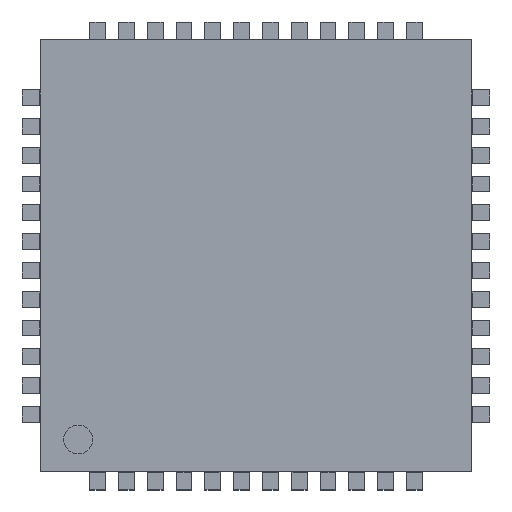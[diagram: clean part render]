
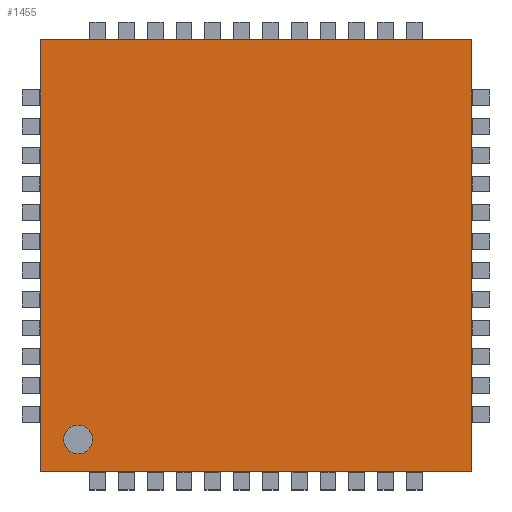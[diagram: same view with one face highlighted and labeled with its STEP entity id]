
A CAD part, top view. The second image highlights one B-rep face of the part: STEP entity #1455.
In plain terms, the highlighted planar face has unit normal (0, 0, 1).
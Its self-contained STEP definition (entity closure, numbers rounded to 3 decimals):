
#1455=ADVANCED_FACE('',(#2841,#2842),#2099,.T.);
#2099=PLANE('',#13296);
#2645=CIRCLE('',#13294,0.2);
#2646=CIRCLE('',#13295,0.2);
#2841=FACE_BOUND('',#2943,.T.);
#2842=FACE_BOUND('',#2944,.T.);
#2943=EDGE_LOOP('',(#3638,#3639,#3640,#3641));
#2944=EDGE_LOOP('',(#3642,#3643));
#3638=ORIENTED_EDGE('',*,*,#8366,.T.);
#3639=ORIENTED_EDGE('',*,*,#8367,.T.);
#3640=ORIENTED_EDGE('',*,*,#8368,.T.);
#3641=ORIENTED_EDGE('',*,*,#8369,.T.);
#3642=ORIENTED_EDGE('',*,*,#8370,.F.);
#3643=ORIENTED_EDGE('',*,*,#8371,.F.);
#7184=VERTEX_POINT('',#17395);
#7185=VERTEX_POINT('',#17396);
#7186=VERTEX_POINT('',#17398);
#7187=VERTEX_POINT('',#17400);
#7188=VERTEX_POINT('',#17403);
#7189=VERTEX_POINT('',#17404);
#8366=EDGE_CURVE('',#7184,#7185,#10139,.T.);
#8367=EDGE_CURVE('',#7185,#7186,#10140,.T.);
#8368=EDGE_CURVE('',#7186,#7187,#10141,.T.);
#8369=EDGE_CURVE('',#7187,#7184,#10142,.T.);
#8370=EDGE_CURVE('',#7188,#7189,#2645,.T.);
#8371=EDGE_CURVE('',#7189,#7188,#2646,.T.);
#10139=LINE('',#17394,#11716);
#10140=LINE('',#17397,#11717);
#10141=LINE('',#17399,#11718);
#10142=LINE('',#17401,#11719);
#11716=VECTOR('',#14136,1.);
#11717=VECTOR('',#14137,1.);
#11718=VECTOR('',#14138,1.);
#11719=VECTOR('',#14139,1.);
#13294=AXIS2_PLACEMENT_3D('',#17402,#14140,#14141);
#13295=AXIS2_PLACEMENT_3D('',#17405,#14142,#14143);
#13296=AXIS2_PLACEMENT_3D('',#17406,#14144,#14145);
#14136=DIRECTION('',(1.,0.,0.));
#14137=DIRECTION('',(0.,1.,0.));
#14138=DIRECTION('',(-1.,0.,0.));
#14139=DIRECTION('',(0.,-1.,0.));
#14140=DIRECTION('',(0.,0.,1.));
#14141=DIRECTION('',(-1.,0.,0.));
#14142=DIRECTION('',(0.,0.,1.));
#14143=DIRECTION('',(1.,0.,0.));
#14144=DIRECTION('',(0.,0.,1.));
#14145=DIRECTION('',(-1.,0.,0.));
#17394=CARTESIAN_POINT('',(-3.,-3.,1.076));
#17395=CARTESIAN_POINT('',(-3.,-3.,1.076));
#17396=CARTESIAN_POINT('',(3.,-3.,1.076));
#17397=CARTESIAN_POINT('',(3.,-3.,1.076));
#17398=CARTESIAN_POINT('',(3.,3.,1.076));
#17399=CARTESIAN_POINT('',(3.,3.,1.076));
#17400=CARTESIAN_POINT('',(-3.,3.,1.076));
#17401=CARTESIAN_POINT('',(-3.,3.,1.076));
#17402=CARTESIAN_POINT('',(-2.47,-2.55,1.076));
#17403=CARTESIAN_POINT('',(-2.67,-2.55,1.076));
#17404=CARTESIAN_POINT('',(-2.27,-2.55,1.076));
#17405=CARTESIAN_POINT('',(-2.47,-2.55,1.076));
#17406=CARTESIAN_POINT('',(0.,0.,1.076));
